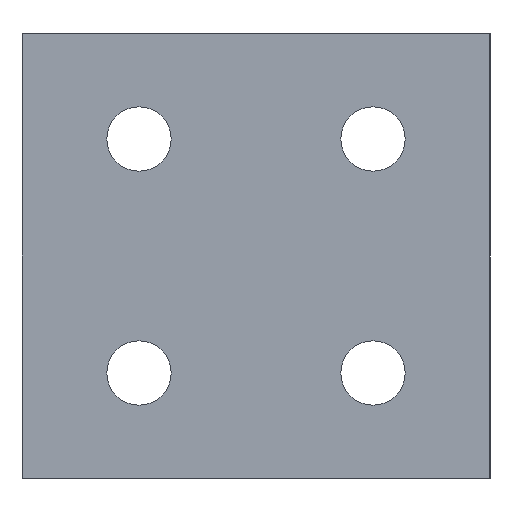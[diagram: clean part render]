
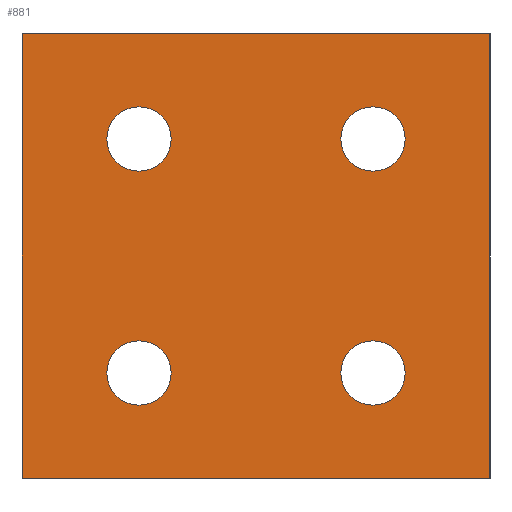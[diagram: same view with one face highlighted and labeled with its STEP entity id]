
A CAD part, left-side view. The second image highlights one B-rep face of the part: STEP entity #881.
In plain terms, the highlighted planar face has unit normal (-1, 0, 0).
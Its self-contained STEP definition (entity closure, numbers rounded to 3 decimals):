
#3 = EDGE_CURVE ( 'NONE', #814, #797, #765, .T. ) ;
#7 = DIRECTION ( 'NONE',  ( 0., 0., -1. ) ) ;
#28 = DIRECTION ( 'NONE',  ( 0., 0., -1. ) ) ;
#30 = ORIENTED_EDGE ( 'NONE', *, *, #71, .T. ) ;
#32 = AXIS2_PLACEMENT_3D ( 'NONE', #403, #401, #28 ) ;
#56 = CIRCLE ( 'NONE', #152, 2.75 ) ;
#59 = AXIS2_PLACEMENT_3D ( 'NONE', #588, #179, #679 ) ;
#61 = ORIENTED_EDGE ( 'NONE', *, *, #516, .T. ) ;
#70 = FACE_BOUND ( 'NONE', #427, .T. ) ;
#71 = EDGE_CURVE ( 'NONE', #361, #170, #557, .T. ) ;
#88 = CARTESIAN_POINT ( 'NONE',  ( 0., 0., 19. ) ) ;
#108 = CARTESIAN_POINT ( 'NONE',  ( 0., 10., -10. ) ) ;
#114 = CARTESIAN_POINT ( 'NONE',  ( 0., 0., -19. ) ) ;
#130 = CARTESIAN_POINT ( 'NONE',  ( 0., 10., 12.75 ) ) ;
#147 = AXIS2_PLACEMENT_3D ( 'NONE', #108, #335, #754 ) ;
#148 = LINE ( 'NONE', #635, #858 ) ;
#152 = AXIS2_PLACEMENT_3D ( 'NONE', #155, #161, #7 ) ;
#155 = CARTESIAN_POINT ( 'NONE',  ( 0., 30., 10. ) ) ;
#158 = VERTEX_POINT ( 'NONE', #467 ) ;
#161 = DIRECTION ( 'NONE',  ( 1., 0., 0. ) ) ;
#163 = AXIS2_PLACEMENT_3D ( 'NONE', #303, #722, #441 ) ;
#169 = VECTOR ( 'NONE', #573, 1000. ) ;
#170 = VERTEX_POINT ( 'NONE', #911 ) ;
#175 = DIRECTION ( 'NONE',  ( 1., 0., 0. ) ) ;
#179 = DIRECTION ( 'NONE',  ( 1., 0., 0. ) ) ;
#181 = DIRECTION ( 'NONE',  ( 0., 0., -1. ) ) ;
#190 = VERTEX_POINT ( 'NONE', #843 ) ;
#194 = CARTESIAN_POINT ( 'NONE',  ( 0., 30., 10. ) ) ;
#196 = AXIS2_PLACEMENT_3D ( 'NONE', #194, #700, #276 ) ;
#207 = DIRECTION ( 'NONE',  ( 0., -1., 0. ) ) ;
#226 = CARTESIAN_POINT ( 'NONE',  ( 0., 30., -7.25 ) ) ;
#227 = VERTEX_POINT ( 'NONE', #627 ) ;
#229 = VERTEX_POINT ( 'NONE', #114 ) ;
#230 = CARTESIAN_POINT ( 'NONE',  ( 0., 0., -19. ) ) ;
#232 = EDGE_LOOP ( 'NONE', ( #241, #30 ) ) ;
#233 = CARTESIAN_POINT ( 'NONE',  ( 0., 30., -12.75 ) ) ;
#236 = EDGE_CURVE ( 'NONE', #347, #227, #329, .T. ) ;
#241 = ORIENTED_EDGE ( 'NONE', *, *, #864, .T. ) ;
#246 = FACE_BOUND ( 'NONE', #232, .T. ) ;
#254 = PLANE ( 'NONE',  #511 ) ;
#259 = CARTESIAN_POINT ( 'NONE',  ( 0., 0., 19. ) ) ;
#271 = DIRECTION ( 'NONE',  ( 0., 0., -1. ) ) ;
#275 = EDGE_CURVE ( 'NONE', #158, #190, #918, .T. ) ;
#276 = DIRECTION ( 'NONE',  ( 0., 0., -1. ) ) ;
#283 = CARTESIAN_POINT ( 'NONE',  ( 0., 10., -12.75 ) ) ;
#303 = CARTESIAN_POINT ( 'NONE',  ( 0., 10., 10. ) ) ;
#312 = ORIENTED_EDGE ( 'NONE', *, *, #507, .F. ) ;
#329 = CIRCLE ( 'NONE', #196, 2.75 ) ;
#332 = CIRCLE ( 'NONE', #59, 2.75 ) ;
#335 = DIRECTION ( 'NONE',  ( 1., 0., 0. ) ) ;
#338 = VERTEX_POINT ( 'NONE', #130 ) ;
#344 = EDGE_CURVE ( 'NONE', #932, #229, #350, .T. ) ;
#345 = CARTESIAN_POINT ( 'NONE',  ( 0., 40., 19. ) ) ;
#347 = VERTEX_POINT ( 'NONE', #363 ) ;
#350 = LINE ( 'NONE', #927, #169 ) ;
#357 = CARTESIAN_POINT ( 'NONE',  ( 0., 30., -10. ) ) ;
#361 = VERTEX_POINT ( 'NONE', #283 ) ;
#363 = CARTESIAN_POINT ( 'NONE',  ( 0., 30., 12.75 ) ) ;
#401 = DIRECTION ( 'NONE',  ( 1., 0., 0. ) ) ;
#403 = CARTESIAN_POINT ( 'NONE',  ( 0., 10., -10. ) ) ;
#415 = ORIENTED_EDGE ( 'NONE', *, *, #275, .T. ) ;
#416 = ORIENTED_EDGE ( 'NONE', *, *, #647, .T. ) ;
#427 = EDGE_LOOP ( 'NONE', ( #595, #61 ) ) ;
#436 = EDGE_LOOP ( 'NONE', ( #498, #416 ) ) ;
#441 = DIRECTION ( 'NONE',  ( 0., 0., -1. ) ) ;
#467 = CARTESIAN_POINT ( 'NONE',  ( 0., 40., 19. ) ) ;
#495 = FACE_BOUND ( 'NONE', #831, .T. ) ;
#498 = ORIENTED_EDGE ( 'NONE', *, *, #854, .T. ) ;
#507 = EDGE_CURVE ( 'NONE', #158, #932, #148, .T. ) ;
#511 = AXIS2_PLACEMENT_3D ( 'NONE', #259, #175, #669 ) ;
#516 = EDGE_CURVE ( 'NONE', #797, #814, #734, .T. ) ;
#517 = DIRECTION ( 'NONE',  ( 0., -1., 0. ) ) ;
#557 = CIRCLE ( 'NONE', #147, 2.75 ) ;
#573 = DIRECTION ( 'NONE',  ( 0., 0., -1. ) ) ;
#574 = ORIENTED_EDGE ( 'NONE', *, *, #732, .T. ) ;
#581 = AXIS2_PLACEMENT_3D ( 'NONE', #357, #908, #630 ) ;
#588 = CARTESIAN_POINT ( 'NONE',  ( 0., 10., 10. ) ) ;
#595 = ORIENTED_EDGE ( 'NONE', *, *, #3, .T. ) ;
#623 = CIRCLE ( 'NONE', #32, 2.75 ) ;
#627 = CARTESIAN_POINT ( 'NONE',  ( 0., 30., 7.25 ) ) ;
#630 = DIRECTION ( 'NONE',  ( 0., 0., -1. ) ) ;
#635 = CARTESIAN_POINT ( 'NONE',  ( 0., 0., 19. ) ) ;
#647 = EDGE_CURVE ( 'NONE', #675, #338, #715, .T. ) ;
#665 = AXIS2_PLACEMENT_3D ( 'NONE', #884, #888, #181 ) ;
#669 = DIRECTION ( 'NONE',  ( 0., 0., -1. ) ) ;
#670 = FACE_OUTER_BOUND ( 'NONE', #934, .T. ) ;
#675 = VERTEX_POINT ( 'NONE', #726 ) ;
#679 = DIRECTION ( 'NONE',  ( 0., 0., -1. ) ) ;
#687 = VECTOR ( 'NONE', #271, 1000. ) ;
#700 = DIRECTION ( 'NONE',  ( 1., 0., 0. ) ) ;
#715 = CIRCLE ( 'NONE', #163, 2.75 ) ;
#721 = EDGE_CURVE ( 'NONE', #227, #347, #56, .T. ) ;
#722 = DIRECTION ( 'NONE',  ( 1., 0., 0. ) ) ;
#726 = CARTESIAN_POINT ( 'NONE',  ( 0., 10., 7.25 ) ) ;
#732 = EDGE_CURVE ( 'NONE', #190, #229, #777, .T. ) ;
#734 = CIRCLE ( 'NONE', #581, 2.75 ) ;
#735 = ORIENTED_EDGE ( 'NONE', *, *, #344, .F. ) ;
#754 = DIRECTION ( 'NONE',  ( 0., 0., -1. ) ) ;
#765 = CIRCLE ( 'NONE', #665, 2.75 ) ;
#777 = LINE ( 'NONE', #230, #809 ) ;
#780 = ORIENTED_EDGE ( 'NONE', *, *, #236, .T. ) ;
#797 = VERTEX_POINT ( 'NONE', #233 ) ;
#799 = FACE_BOUND ( 'NONE', #436, .T. ) ;
#809 = VECTOR ( 'NONE', #517, 1000. ) ;
#814 = VERTEX_POINT ( 'NONE', #226 ) ;
#831 = EDGE_LOOP ( 'NONE', ( #780, #875 ) ) ;
#843 = CARTESIAN_POINT ( 'NONE',  ( 0., 40., -19. ) ) ;
#854 = EDGE_CURVE ( 'NONE', #338, #675, #332, .T. ) ;
#858 = VECTOR ( 'NONE', #207, 1000. ) ;
#864 = EDGE_CURVE ( 'NONE', #170, #361, #623, .T. ) ;
#875 = ORIENTED_EDGE ( 'NONE', *, *, #721, .T. ) ;
#881 = ADVANCED_FACE ( 'NONE', ( #495, #799, #670, #246, #70 ), #254, .F. ) ;
#884 = CARTESIAN_POINT ( 'NONE',  ( 0., 30., -10. ) ) ;
#888 = DIRECTION ( 'NONE',  ( 1., 0., 0. ) ) ;
#908 = DIRECTION ( 'NONE',  ( 1., 0., 0. ) ) ;
#911 = CARTESIAN_POINT ( 'NONE',  ( 0., 10., -7.25 ) ) ;
#918 = LINE ( 'NONE', #345, #687 ) ;
#927 = CARTESIAN_POINT ( 'NONE',  ( 0., 0., 19. ) ) ;
#932 = VERTEX_POINT ( 'NONE', #88 ) ;
#934 = EDGE_LOOP ( 'NONE', ( #574, #735, #312, #415 ) ) ;
